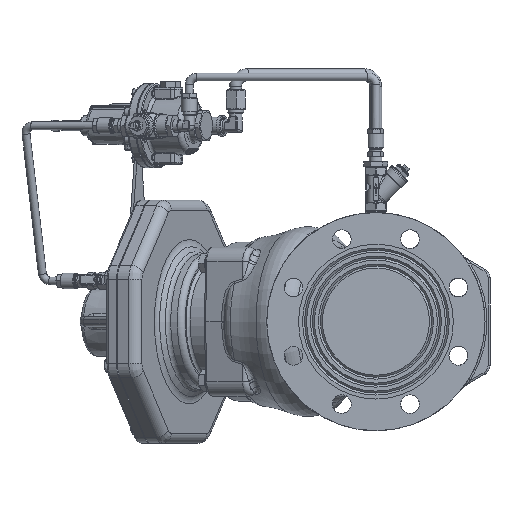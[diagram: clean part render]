
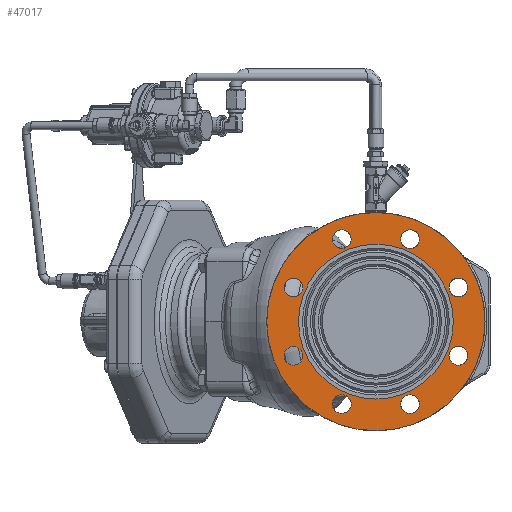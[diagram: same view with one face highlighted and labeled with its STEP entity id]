
A CAD part, left-side view. The second image highlights one B-rep face of the part: STEP entity #47017.
In plain terms, the highlighted planar face has unit normal (-1, 0, 0).
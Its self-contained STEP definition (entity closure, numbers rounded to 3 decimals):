
#2884=FACE_BOUND('',#13594,.T.);
#2885=FACE_BOUND('',#13595,.T.);
#2886=FACE_BOUND('',#13596,.T.);
#2887=FACE_BOUND('',#13597,.T.);
#2888=FACE_BOUND('',#13598,.T.);
#2889=FACE_BOUND('',#13599,.T.);
#2890=FACE_BOUND('',#13600,.T.);
#2891=FACE_BOUND('',#13601,.T.);
#2892=FACE_BOUND('',#13602,.T.);
#8697=PLANE('',#50812);
#10573=FACE_OUTER_BOUND('',#13593,.T.);
#13593=EDGE_LOOP('',(#34450));
#13594=EDGE_LOOP('',(#34451));
#13595=EDGE_LOOP('',(#34452));
#13596=EDGE_LOOP('',(#34453));
#13597=EDGE_LOOP('',(#34454));
#13598=EDGE_LOOP('',(#34455));
#13599=EDGE_LOOP('',(#34456));
#13600=EDGE_LOOP('',(#34457));
#13601=EDGE_LOOP('',(#34458));
#13602=EDGE_LOOP('',(#34459));
#16630=CIRCLE('',#50778,9.5);
#16631=CIRCLE('',#50780,9.5);
#16632=CIRCLE('',#50782,9.5);
#16633=CIRCLE('',#50784,9.5);
#16634=CIRCLE('',#50786,9.5);
#16635=CIRCLE('',#50788,9.5);
#16636=CIRCLE('',#50790,9.5);
#16637=CIRCLE('',#50792,9.5);
#16645=CIRCLE('',#50802,110.);
#16653=CIRCLE('',#50813,78.);
#19852=VERTEX_POINT('',#105032);
#19853=VERTEX_POINT('',#105036);
#19854=VERTEX_POINT('',#105040);
#19855=VERTEX_POINT('',#105044);
#19856=VERTEX_POINT('',#105048);
#19857=VERTEX_POINT('',#105052);
#19858=VERTEX_POINT('',#105056);
#19859=VERTEX_POINT('',#105060);
#19872=VERTEX_POINT('',#105131);
#19882=VERTEX_POINT('',#105181);
#25019=EDGE_CURVE('',#19852,#19852,#16630,.T.);
#25021=EDGE_CURVE('',#19853,#19853,#16631,.T.);
#25023=EDGE_CURVE('',#19854,#19854,#16632,.T.);
#25025=EDGE_CURVE('',#19855,#19855,#16633,.T.);
#25027=EDGE_CURVE('',#19856,#19856,#16634,.T.);
#25029=EDGE_CURVE('',#19857,#19857,#16635,.T.);
#25031=EDGE_CURVE('',#19858,#19858,#16636,.T.);
#25033=EDGE_CURVE('',#19859,#19859,#16637,.T.);
#25050=EDGE_CURVE('',#19872,#19872,#16645,.T.);
#25063=EDGE_CURVE('',#19882,#19882,#16653,.T.);
#34450=ORIENTED_EDGE('',*,*,#25050,.F.);
#34451=ORIENTED_EDGE('',*,*,#25019,.T.);
#34452=ORIENTED_EDGE('',*,*,#25021,.T.);
#34453=ORIENTED_EDGE('',*,*,#25023,.T.);
#34454=ORIENTED_EDGE('',*,*,#25025,.T.);
#34455=ORIENTED_EDGE('',*,*,#25027,.T.);
#34456=ORIENTED_EDGE('',*,*,#25029,.T.);
#34457=ORIENTED_EDGE('',*,*,#25031,.T.);
#34458=ORIENTED_EDGE('',*,*,#25033,.T.);
#34459=ORIENTED_EDGE('',*,*,#25063,.T.);
#47017=ADVANCED_FACE('',(#10573,#2884,#2885,#2886,#2887,#2888,#2889,#2890,
#2891,#2892),#8697,.T.);
#50778=AXIS2_PLACEMENT_3D('',#105034,#58533,#58534);
#50780=AXIS2_PLACEMENT_3D('',#105038,#58538,#58539);
#50782=AXIS2_PLACEMENT_3D('',#105042,#58543,#58544);
#50784=AXIS2_PLACEMENT_3D('',#105046,#58548,#58549);
#50786=AXIS2_PLACEMENT_3D('',#105050,#58553,#58554);
#50788=AXIS2_PLACEMENT_3D('',#105054,#58558,#58559);
#50790=AXIS2_PLACEMENT_3D('',#105058,#58563,#58564);
#50792=AXIS2_PLACEMENT_3D('',#105062,#58568,#58569);
#50802=AXIS2_PLACEMENT_3D('',#105133,#58592,#58593);
#50812=AXIS2_PLACEMENT_3D('',#105180,#58616,#58617);
#50813=AXIS2_PLACEMENT_3D('',#105182,#58618,#58619);
#58533=DIRECTION('center_axis',(1.,0.,0.));
#58534=DIRECTION('ref_axis',(0.,0.707,0.707));
#58538=DIRECTION('center_axis',(1.,0.,0.));
#58539=DIRECTION('ref_axis',(0.,1.,0.));
#58543=DIRECTION('center_axis',(1.,0.,0.));
#58544=DIRECTION('ref_axis',(0.,0.707,-0.707));
#58548=DIRECTION('center_axis',(1.,0.,0.));
#58549=DIRECTION('ref_axis',(0.,0.,-1.));
#58553=DIRECTION('center_axis',(1.,0.,0.));
#58554=DIRECTION('ref_axis',(0.,-0.707,-0.707));
#58558=DIRECTION('center_axis',(1.,0.,0.));
#58559=DIRECTION('ref_axis',(0.,-1.,0.));
#58563=DIRECTION('center_axis',(1.,0.,0.));
#58564=DIRECTION('ref_axis',(0.,-0.707,0.707));
#58568=DIRECTION('center_axis',(1.,0.,0.));
#58569=DIRECTION('ref_axis',(0.,0.,1.));
#58592=DIRECTION('center_axis',(1.,0.,0.));
#58593=DIRECTION('ref_axis',(0.,1.,0.));
#58616=DIRECTION('center_axis',(-1.,0.,0.));
#58617=DIRECTION('ref_axis',(0.,0.,1.));
#58618=DIRECTION('center_axis',(1.,0.,0.));
#58619=DIRECTION('ref_axis',(0.,1.,0.));
#105032=CARTESIAN_POINT('',(-79.5,76.432,-41.159));
#105034=CARTESIAN_POINT('Origin',(-79.5,83.149,-34.442));
#105036=CARTESIAN_POINT('',(-79.5,24.942,-83.149));
#105038=CARTESIAN_POINT('Origin',(-79.5,34.442,-83.149));
#105040=CARTESIAN_POINT('',(-79.5,-41.159,-76.432));
#105042=CARTESIAN_POINT('Origin',(-79.5,-34.442,-83.149));
#105044=CARTESIAN_POINT('',(-79.5,-83.149,-24.942));
#105046=CARTESIAN_POINT('Origin',(-79.5,-83.149,-34.442));
#105048=CARTESIAN_POINT('',(-79.5,-76.432,41.159));
#105050=CARTESIAN_POINT('Origin',(-79.5,-83.149,34.442));
#105052=CARTESIAN_POINT('',(-79.5,-24.942,83.149));
#105054=CARTESIAN_POINT('Origin',(-79.5,-34.442,83.149));
#105056=CARTESIAN_POINT('',(-79.5,41.159,76.432));
#105058=CARTESIAN_POINT('Origin',(-79.5,34.442,83.149));
#105060=CARTESIAN_POINT('',(-79.5,83.149,24.942));
#105062=CARTESIAN_POINT('Origin',(-79.5,83.149,34.442));
#105131=CARTESIAN_POINT('',(-79.5,-110.,0.));
#105133=CARTESIAN_POINT('Origin',(-79.5,0.,0.));
#105180=CARTESIAN_POINT('Origin',(-79.5,94.,0.));
#105181=CARTESIAN_POINT('',(-79.5,-78.,0.));
#105182=CARTESIAN_POINT('Origin',(-79.5,0.,0.));
